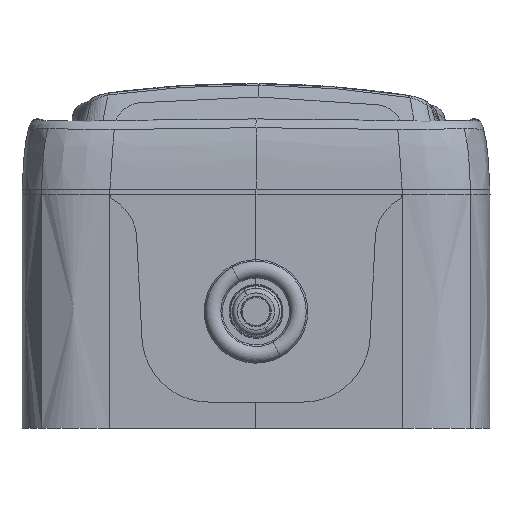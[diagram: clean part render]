
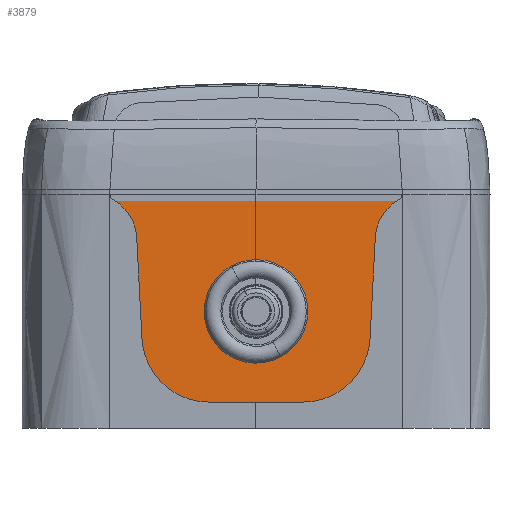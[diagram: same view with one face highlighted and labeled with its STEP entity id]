
A CAD part, front view. The second image highlights one B-rep face of the part: STEP entity #3879.
In plain terms, the highlighted planar face has unit normal (0, -1, 0.026).
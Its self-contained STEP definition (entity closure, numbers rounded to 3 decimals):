
#3721=AXIS2_PLACEMENT_3D('Plane Axis2P3D',#3718,#3719,#3720) ;
#3863=AXIS2_PLACEMENT_3D('Circle Axis2P3D',#3861,#3862,$) ;
#3872=AXIS2_PLACEMENT_3D('Circle Axis2P3D',#3870,#3871,$) ;
#3718=CARTESIAN_POINT('Axis2P3D Location',(-0.104,-41.,-21.337)) ;
#3724=CARTESIAN_POINT('Control Point',(-24.57,-39.996,17.015)) ;
#3725=CARTESIAN_POINT('Control Point',(-23.874,-40.005,16.649)) ;
#3726=CARTESIAN_POINT('Control Point',(-23.226,-40.017,16.192)) ;
#3727=CARTESIAN_POINT('Control Point',(-22.64,-40.031,15.654)) ;
#3728=CARTESIAN_POINT('Control Point',(-21.625,-40.063,14.441)) ;
#3729=CARTESIAN_POINT('Control Point',(-20.951,-40.101,13.01)) ;
#3730=CARTESIAN_POINT('Control Point',(-20.709,-40.12,12.255)) ;
#3731=CARTESIAN_POINT('Control Point',(-20.567,-40.141,11.479)) ;
#3732=CARTESIAN_POINT('Control Point',(-20.526,-40.161,10.697)) ;
#3733=CARTESIAN_POINT('Vertex',(-24.57,-39.996,17.015)) ;
#3735=CARTESIAN_POINT('Vertex',(-20.526,-40.161,10.697)) ;
#3738=CARTESIAN_POINT('Line Origine',(-20.07,-40.389,1.997)) ;
#3742=CARTESIAN_POINT('Vertex',(-19.614,-40.617,-6.702)) ;
#3746=CARTESIAN_POINT('Control Point',(-8.13,-40.902,-17.6)) ;
#3747=CARTESIAN_POINT('Control Point',(-9.24,-40.902,-17.6)) ;
#3748=CARTESIAN_POINT('Control Point',(-10.349,-40.899,-17.466)) ;
#3749=CARTESIAN_POINT('Control Point',(-11.437,-40.892,-17.199)) ;
#3750=CARTESIAN_POINT('Control Point',(-13.527,-40.871,-16.406)) ;
#3751=CARTESIAN_POINT('Control Point',(-15.369,-40.838,-15.14)) ;
#3752=CARTESIAN_POINT('Control Point',(-16.209,-40.818,-14.397)) ;
#3753=CARTESIAN_POINT('Control Point',(-17.693,-40.775,-12.725)) ;
#3754=CARTESIAN_POINT('Control Point',(-18.737,-40.723,-10.748)) ;
#3755=CARTESIAN_POINT('Control Point',(-19.137,-40.695,-9.701)) ;
#3756=CARTESIAN_POINT('Control Point',(-19.446,-40.663,-8.456)) ;
#3757=CARTESIAN_POINT('Control Point',(-19.58,-40.63,-7.19)) ;
#3758=CARTESIAN_POINT('Control Point',(-19.594,-40.625,-7.028)) ;
#3759=CARTESIAN_POINT('Control Point',(-19.606,-40.621,-6.865)) ;
#3760=CARTESIAN_POINT('Control Point',(-19.614,-40.617,-6.702)) ;
#3761=CARTESIAN_POINT('Vertex',(-8.13,-40.902,-17.6)) ;
#3764=CARTESIAN_POINT('Line Origine',(-0.104,-40.902,-17.6)) ;
#3768=CARTESIAN_POINT('Vertex',(7.922,-40.902,-17.6)) ;
#3772=CARTESIAN_POINT('Control Point',(7.922,-40.902,-17.6)) ;
#3773=CARTESIAN_POINT('Control Point',(9.031,-40.902,-17.6)) ;
#3774=CARTESIAN_POINT('Control Point',(10.141,-40.899,-17.466)) ;
#3775=CARTESIAN_POINT('Control Point',(11.229,-40.892,-17.199)) ;
#3776=CARTESIAN_POINT('Control Point',(13.319,-40.871,-16.406)) ;
#3777=CARTESIAN_POINT('Control Point',(15.161,-40.838,-15.14)) ;
#3778=CARTESIAN_POINT('Control Point',(16.001,-40.818,-14.397)) ;
#3779=CARTESIAN_POINT('Control Point',(17.485,-40.775,-12.725)) ;
#3780=CARTESIAN_POINT('Control Point',(18.529,-40.723,-10.748)) ;
#3781=CARTESIAN_POINT('Control Point',(18.929,-40.695,-9.701)) ;
#3782=CARTESIAN_POINT('Control Point',(19.238,-40.663,-8.456)) ;
#3783=CARTESIAN_POINT('Control Point',(19.372,-40.63,-7.19)) ;
#3784=CARTESIAN_POINT('Control Point',(19.386,-40.625,-7.028)) ;
#3785=CARTESIAN_POINT('Control Point',(19.398,-40.621,-6.865)) ;
#3786=CARTESIAN_POINT('Control Point',(19.406,-40.617,-6.702)) ;
#3787=CARTESIAN_POINT('Vertex',(19.406,-40.617,-6.702)) ;
#3790=CARTESIAN_POINT('Line Origine',(19.862,-40.389,1.997)) ;
#3794=CARTESIAN_POINT('Vertex',(20.318,-40.161,10.697)) ;
#3798=CARTESIAN_POINT('Control Point',(24.362,-39.996,17.015)) ;
#3799=CARTESIAN_POINT('Control Point',(23.666,-40.005,16.649)) ;
#3800=CARTESIAN_POINT('Control Point',(23.018,-40.017,16.192)) ;
#3801=CARTESIAN_POINT('Control Point',(22.432,-40.031,15.654)) ;
#3802=CARTESIAN_POINT('Control Point',(21.417,-40.063,14.441)) ;
#3803=CARTESIAN_POINT('Control Point',(20.743,-40.101,13.01)) ;
#3804=CARTESIAN_POINT('Control Point',(20.501,-40.12,12.255)) ;
#3805=CARTESIAN_POINT('Control Point',(20.359,-40.141,11.479)) ;
#3806=CARTESIAN_POINT('Control Point',(20.318,-40.161,10.697)) ;
#3807=CARTESIAN_POINT('Vertex',(24.362,-39.996,17.015)) ;
#3811=CARTESIAN_POINT('Control Point',(24.362,-39.996,17.015)) ;
#3812=CARTESIAN_POINT('Control Point',(24.458,-39.994,17.065)) ;
#3813=CARTESIAN_POINT('Control Point',(24.548,-39.993,17.129)) ;
#3814=CARTESIAN_POINT('Control Point',(24.628,-39.991,17.205)) ;
#3815=CARTESIAN_POINT('Control Point',(24.765,-39.986,17.376)) ;
#3816=CARTESIAN_POINT('Control Point',(24.852,-39.981,17.577)) ;
#3817=CARTESIAN_POINT('Control Point',(24.881,-39.978,17.683)) ;
#3818=CARTESIAN_POINT('Control Point',(24.896,-39.975,17.791)) ;
#3819=CARTESIAN_POINT('Control Point',(24.896,-39.973,17.9)) ;
#3820=CARTESIAN_POINT('Vertex',(24.896,-39.973,17.9)) ;
#3823=CARTESIAN_POINT('Line Origine',(12.396,-39.973,17.9)) ;
#3827=CARTESIAN_POINT('Vertex',(-0.104,-39.973,17.9)) ;
#3830=CARTESIAN_POINT('Line Origine',(-12.604,-39.973,17.9)) ;
#3834=CARTESIAN_POINT('Vertex',(-25.104,-39.973,17.9)) ;
#3838=CARTESIAN_POINT('Control Point',(-24.57,-39.996,17.015)) ;
#3839=CARTESIAN_POINT('Control Point',(-24.666,-39.994,17.065)) ;
#3840=CARTESIAN_POINT('Control Point',(-24.756,-39.993,17.129)) ;
#3841=CARTESIAN_POINT('Control Point',(-24.836,-39.991,17.205)) ;
#3842=CARTESIAN_POINT('Control Point',(-24.973,-39.986,17.376)) ;
#3843=CARTESIAN_POINT('Control Point',(-25.06,-39.981,17.577)) ;
#3844=CARTESIAN_POINT('Control Point',(-25.089,-39.978,17.683)) ;
#3845=CARTESIAN_POINT('Control Point',(-25.104,-39.975,17.791)) ;
#3846=CARTESIAN_POINT('Control Point',(-25.104,-39.973,17.9)) ;
#3861=CARTESIAN_POINT('Axis2P3D Location',(-0.104,-40.496,-2.08)) ;
#3865=CARTESIAN_POINT('Vertex',(4.143,-40.699,-9.851)) ;
#3867=CARTESIAN_POINT('Vertex',(-4.351,-40.292,5.692)) ;
#3870=CARTESIAN_POINT('Axis2P3D Location',(-0.104,-40.496,-2.08)) ;
#3719=DIRECTION('Axis2P3D Direction',(0.,1.,-0.026)) ;
#3720=DIRECTION('Axis2P3D XDirection',(0.,0.026,1.)) ;
#3739=DIRECTION('Vector Direction',(0.052,-0.026,-0.998)) ;
#3765=DIRECTION('Vector Direction',(-1.,0.,0.)) ;
#3791=DIRECTION('Vector Direction',(-0.052,-0.026,-0.998)) ;
#3824=DIRECTION('Vector Direction',(-1.,0.,0.)) ;
#3831=DIRECTION('Vector Direction',(-1.,0.,0.)) ;
#3862=DIRECTION('Axis2P3D Direction',(0.,1.,-0.026)) ;
#3871=DIRECTION('Axis2P3D Direction',(0.,1.,-0.026)) ;
#3740=VECTOR('Line Direction',#3739,1.) ;
#3766=VECTOR('Line Direction',#3765,1.) ;
#3792=VECTOR('Line Direction',#3791,1.) ;
#3825=VECTOR('Line Direction',#3824,1.) ;
#3832=VECTOR('Line Direction',#3831,1.) ;
#3849=ORIENTED_EDGE('',*,*,#3737,.T.) ;
#3850=ORIENTED_EDGE('',*,*,#3744,.T.) ;
#3851=ORIENTED_EDGE('',*,*,#3763,.F.) ;
#3852=ORIENTED_EDGE('',*,*,#3770,.F.) ;
#3853=ORIENTED_EDGE('',*,*,#3789,.T.) ;
#3854=ORIENTED_EDGE('',*,*,#3796,.F.) ;
#3855=ORIENTED_EDGE('',*,*,#3809,.F.) ;
#3856=ORIENTED_EDGE('',*,*,#3822,.T.) ;
#3857=ORIENTED_EDGE('',*,*,#3829,.T.) ;
#3858=ORIENTED_EDGE('',*,*,#3836,.T.) ;
#3859=ORIENTED_EDGE('',*,*,#3847,.F.) ;
#3876=ORIENTED_EDGE('',*,*,#3869,.T.) ;
#3877=ORIENTED_EDGE('',*,*,#3874,.T.) ;
#3878=FACE_BOUND('',#3875,.T.) ;
#3879=ADVANCED_FACE('Surface.390',(#3860,#3878),#3722,.F.) ;
#3723=B_SPLINE_CURVE_WITH_KNOTS('',5,(#3724,#3725,#3726,#3727,#3728,#3729,#3730,#3731,#3732),.UNSPECIFIED.,.F.,.U.,(6,3,6),(0.,5.56,11.098),.UNSPECIFIED.) ;
#3745=B_SPLINE_CURVE_WITH_KNOTS('',5,(#3746,#3747,#3748,#3749,#3750,#3751,#3752,#3753,#3754,#3755,#3756,#3757,#3758,#3759,#3760),.UNSPECIFIED.,.F.,.U.,(6,3,3,3,6),(0.,7.846,15.694,23.545,24.699),.UNSPECIFIED.) ;
#3771=B_SPLINE_CURVE_WITH_KNOTS('',5,(#3772,#3773,#3774,#3775,#3776,#3777,#3778,#3779,#3780,#3781,#3782,#3783,#3784,#3785,#3786),.UNSPECIFIED.,.F.,.U.,(6,3,3,3,6),(0.,7.846,15.694,23.545,24.699),.UNSPECIFIED.) ;
#3797=B_SPLINE_CURVE_WITH_KNOTS('',5,(#3798,#3799,#3800,#3801,#3802,#3803,#3804,#3805,#3806),.UNSPECIFIED.,.F.,.U.,(6,3,6),(0.,5.56,11.098),.UNSPECIFIED.) ;
#3810=B_SPLINE_CURVE_WITH_KNOTS('',5,(#3811,#3812,#3813,#3814,#3815,#3816,#3817,#3818,#3819),.UNSPECIFIED.,.F.,.U.,(6,3,6),(0.,0.77,1.537),.UNSPECIFIED.) ;
#3837=B_SPLINE_CURVE_WITH_KNOTS('',5,(#3838,#3839,#3840,#3841,#3842,#3843,#3844,#3845,#3846),.UNSPECIFIED.,.F.,.U.,(6,3,6),(0.,0.77,1.537),.UNSPECIFIED.) ;
#3864=CIRCLE('generated circle',#3863,8.859) ;
#3873=CIRCLE('generated circle',#3872,8.859) ;
#3737=EDGE_CURVE('',#3734,#3736,#3723,.T.) ;
#3744=EDGE_CURVE('',#3736,#3743,#3741,.T.) ;
#3763=EDGE_CURVE('',#3762,#3743,#3745,.T.) ;
#3770=EDGE_CURVE('',#3769,#3762,#3767,.T.) ;
#3789=EDGE_CURVE('',#3769,#3788,#3771,.T.) ;
#3796=EDGE_CURVE('',#3795,#3788,#3793,.T.) ;
#3809=EDGE_CURVE('',#3808,#3795,#3797,.T.) ;
#3822=EDGE_CURVE('',#3808,#3821,#3810,.T.) ;
#3829=EDGE_CURVE('',#3821,#3828,#3826,.T.) ;
#3836=EDGE_CURVE('',#3828,#3835,#3833,.T.) ;
#3847=EDGE_CURVE('',#3734,#3835,#3837,.T.) ;
#3869=EDGE_CURVE('',#3866,#3868,#3864,.T.) ;
#3874=EDGE_CURVE('',#3868,#3866,#3873,.T.) ;
#3848=EDGE_LOOP('',(#3849,#3850,#3851,#3852,#3853,#3854,#3855,#3856,#3857,#3858,#3859)) ;
#3875=EDGE_LOOP('',(#3876,#3877)) ;
#3860=FACE_OUTER_BOUND('',#3848,.T.) ;
#3741=LINE('Line',#3738,#3740) ;
#3767=LINE('Line',#3764,#3766) ;
#3793=LINE('Line',#3790,#3792) ;
#3826=LINE('Line',#3823,#3825) ;
#3833=LINE('Line',#3830,#3832) ;
#3722=PLANE('',#3721) ;
#3734=VERTEX_POINT('',#3733) ;
#3736=VERTEX_POINT('',#3735) ;
#3743=VERTEX_POINT('',#3742) ;
#3762=VERTEX_POINT('',#3761) ;
#3769=VERTEX_POINT('',#3768) ;
#3788=VERTEX_POINT('',#3787) ;
#3795=VERTEX_POINT('',#3794) ;
#3808=VERTEX_POINT('',#3807) ;
#3821=VERTEX_POINT('',#3820) ;
#3828=VERTEX_POINT('',#3827) ;
#3835=VERTEX_POINT('',#3834) ;
#3866=VERTEX_POINT('',#3865) ;
#3868=VERTEX_POINT('',#3867) ;
